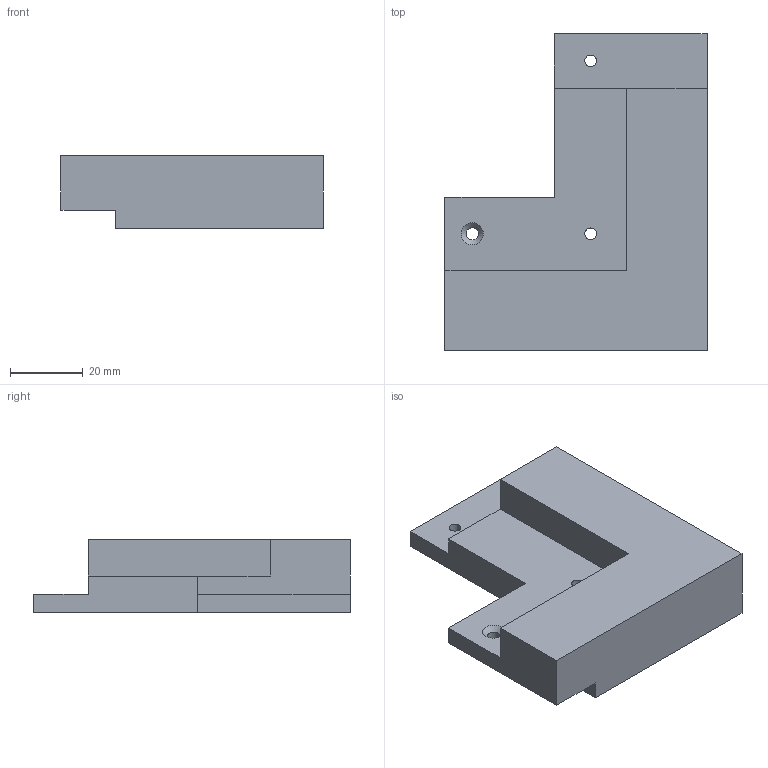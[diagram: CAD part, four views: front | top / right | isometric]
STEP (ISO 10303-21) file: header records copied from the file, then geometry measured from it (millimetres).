
FILE_DESCRIPTION(('FreeCAD Model'),'2;1');
FILE_NAME('Open CASCADE Shape Model','2025-01-11T20:54:52',('Author'),( ''),'Open CASCADE STEP processor 7.7','FreeCAD','Unknown');
FILE_SCHEMA(('AUTOMOTIVE_DESIGN { 1 0 10303 214 1 1 1 1 }'));
Length unit declared in the file: millimetre
Products named in the file (1): Body
Bounding box: 72 x 87 x 20 mm (x, y, z)
Volume: 69337.3 mm3; surface area: 15816.2 mm2
Topology: 1 solids, 1 shells, 33 faces, 86 edges, 57 vertices
Faces by surface type: plane 29, cylinder 3, cone 1
Full cylindrical faces by diameter (mm): 3.2 x2, 3.4 x1
Entity records: 1033 total; most frequent: CARTESIAN_POINT 177, ORIENTED_EDGE 172, DIRECTION 161, EDGE_CURVE 86, LINE 79, VECTOR 79, VERTEX_POINT 57, AXIS2_PLACEMENT_3D 41
